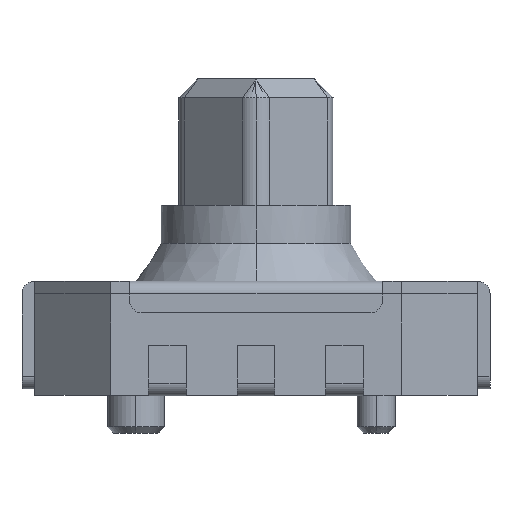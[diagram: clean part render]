
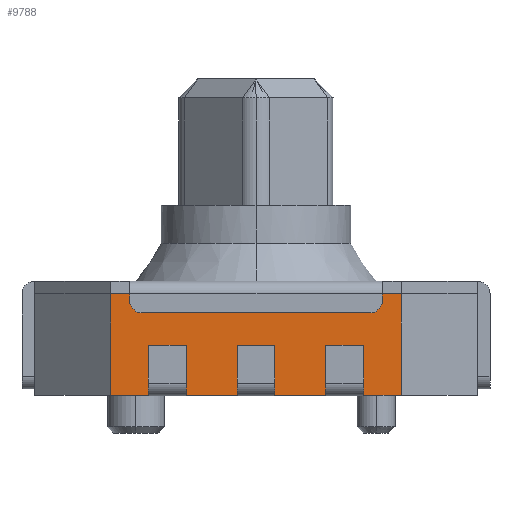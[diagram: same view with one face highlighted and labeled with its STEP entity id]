
A CAD part, left-side view. The second image highlights one B-rep face of the part: STEP entity #9788.
In plain terms, the highlighted planar face has unit normal (-1, 0, 0).
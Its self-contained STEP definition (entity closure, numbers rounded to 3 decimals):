
#204 = CARTESIAN_POINT ( 'NONE',  ( -3.5, 2.3, -1.6 ) ) ;
#260 = CARTESIAN_POINT ( 'NONE',  ( -3.5, -1.1, -1.6 ) ) ;
#393 = CARTESIAN_POINT ( 'NONE',  ( -3.5, 1.7, -0.81 ) ) ;
#395 = VERTEX_POINT ( 'NONE', #14791 ) ;
#446 = CARTESIAN_POINT ( 'NONE',  ( -3.5, -1.1, -0.81 ) ) ;
#654 = DIRECTION ( 'NONE',  ( 0., 0., -1. ) ) ;
#831 = DIRECTION ( 'NONE',  ( 0., 0., 1. ) ) ;
#853 = LINE ( 'NONE', #7037, #13044 ) ;
#1094 = CARTESIAN_POINT ( 'NONE',  ( -3.5, 1.1, -1.6 ) ) ;
#1547 = DIRECTION ( 'NONE',  ( 0., -1., 0. ) ) ;
#1572 = VERTEX_POINT ( 'NONE', #446 ) ;
#1640 = LINE ( 'NONE', #17144, #19211 ) ;
#1693 = ORIENTED_EDGE ( 'NONE', *, *, #16663, .T. ) ;
#1719 = CARTESIAN_POINT ( 'NONE',  ( -3.5, -1.1, -0.81 ) ) ;
#1841 = ORIENTED_EDGE ( 'NONE', *, *, #11075, .T. ) ;
#1993 = EDGE_LOOP ( 'NONE', ( #13170, #6443, #14925, #11992, #11220, #12803, #6095, #19403, #1693, #2683, #1841, #19982, #8467, #18011, #14072, #6711 ) ) ;
#2414 = VERTEX_POINT ( 'NONE', #4838 ) ;
#2645 = VECTOR ( 'NONE', #10340, 1000. ) ;
#2683 = ORIENTED_EDGE ( 'NONE', *, *, #19321, .T. ) ;
#3033 = EDGE_CURVE ( 'NONE', #4343, #20243, #10180, .T. ) ;
#3047 = CARTESIAN_POINT ( 'NONE',  ( -3.5, 0.3, -0.81 ) ) ;
#3740 = VERTEX_POINT ( 'NONE', #9606 ) ;
#3818 = VERTEX_POINT ( 'NONE', #7356 ) ;
#3969 = CARTESIAN_POINT ( 'NONE',  ( -3.5, -1.1, -1.6 ) ) ;
#4162 = VERTEX_POINT ( 'NONE', #12372 ) ;
#4343 = VERTEX_POINT ( 'NONE', #18556 ) ;
#4415 = LINE ( 'NONE', #7262, #2645 ) ;
#4633 = VECTOR ( 'NONE', #11362, 1000. ) ;
#4656 = VECTOR ( 'NONE', #9441, 1000. ) ;
#4728 = VECTOR ( 'NONE', #16743, 1000. ) ;
#4838 = CARTESIAN_POINT ( 'NONE',  ( -3.5, 1.1, -0.81 ) ) ;
#4857 = LINE ( 'NONE', #15835, #4656 ) ;
#5337 = LINE ( 'NONE', #17592, #16360 ) ;
#5738 = EDGE_CURVE ( 'NONE', #20243, #395, #7505, .T. ) ;
#5795 = DIRECTION ( 'NONE',  ( 0., -1., 0. ) ) ;
#6037 = DIRECTION ( 'NONE',  ( 0., -1., 0. ) ) ;
#6095 = ORIENTED_EDGE ( 'NONE', *, *, #7149, .F. ) ;
#6098 = CARTESIAN_POINT ( 'NONE',  ( -3.5, 2.3, -1.6 ) ) ;
#6223 = LINE ( 'NONE', #12481, #10825 ) ;
#6285 = CARTESIAN_POINT ( 'NONE',  ( -3.5, 0.3, -1.6 ) ) ;
#6443 = ORIENTED_EDGE ( 'NONE', *, *, #15457, .T. ) ;
#6484 = VECTOR ( 'NONE', #831, 1000. ) ;
#6504 = FACE_OUTER_BOUND ( 'NONE', #1993, .T. ) ;
#6572 = EDGE_CURVE ( 'NONE', #10106, #11916, #4857, .T. ) ;
#6711 = ORIENTED_EDGE ( 'NONE', *, *, #17789, .T. ) ;
#6863 = VERTEX_POINT ( 'NONE', #7890 ) ;
#7037 = CARTESIAN_POINT ( 'NONE',  ( -3.5, -1.7, -0.81 ) ) ;
#7149 = EDGE_CURVE ( 'NONE', #3740, #395, #4415, .T. ) ;
#7262 = CARTESIAN_POINT ( 'NONE',  ( -3.5, 2.3, 0. ) ) ;
#7315 = LINE ( 'NONE', #6098, #8749 ) ;
#7356 = CARTESIAN_POINT ( 'NONE',  ( -3.5, -0.3, -1.6 ) ) ;
#7450 = DIRECTION ( 'NONE',  ( 0., 0., -1. ) ) ;
#7505 = LINE ( 'NONE', #16946, #9438 ) ;
#7561 = CARTESIAN_POINT ( 'NONE',  ( -3.5, 0.3, -0.81 ) ) ;
#7591 = LINE ( 'NONE', #1719, #19594 ) ;
#7859 = VERTEX_POINT ( 'NONE', #260 ) ;
#7883 = CARTESIAN_POINT ( 'NONE',  ( -3.5, -2.3, -1.6 ) ) ;
#7890 = CARTESIAN_POINT ( 'NONE',  ( -3.5, 1.7, -1.6 ) ) ;
#7922 = DIRECTION ( 'NONE',  ( 0., 0., 1. ) ) ;
#7979 = VECTOR ( 'NONE', #6037, 1000. ) ;
#7992 = DIRECTION ( 'NONE',  ( 0., -1., 0. ) ) ;
#8223 = CARTESIAN_POINT ( 'NONE',  ( -3.5, -1.7, -0.81 ) ) ;
#8467 = ORIENTED_EDGE ( 'NONE', *, *, #18199, .T. ) ;
#8706 = EDGE_CURVE ( 'NONE', #16951, #4343, #853, .T. ) ;
#8749 = VECTOR ( 'NONE', #18559, 1000. ) ;
#9136 = LINE ( 'NONE', #15123, #4728 ) ;
#9248 = VECTOR ( 'NONE', #5795, 1000. ) ;
#9342 = DIRECTION ( 'NONE',  ( 0., 0., 1. ) ) ;
#9438 = VECTOR ( 'NONE', #12038, 1000. ) ;
#9441 = DIRECTION ( 'NONE',  ( 0., 0., 1. ) ) ;
#9606 = CARTESIAN_POINT ( 'NONE',  ( -3.5, 2.3, 0. ) ) ;
#9694 = DIRECTION ( 'NONE',  ( 0., -1., 0. ) ) ;
#9788 = ADVANCED_FACE ( 'NONE', ( #6504 ), #11127, .T. ) ;
#9920 = VECTOR ( 'NONE', #19767, 1000. ) ;
#9979 = LINE ( 'NONE', #3969, #6484 ) ;
#10106 = VERTEX_POINT ( 'NONE', #6285 ) ;
#10174 = VECTOR ( 'NONE', #7450, 1000. ) ;
#10180 = LINE ( 'NONE', #16628, #9248 ) ;
#10340 = DIRECTION ( 'NONE',  ( 0., -1., 0. ) ) ;
#10825 = VECTOR ( 'NONE', #1547, 1000. ) ;
#11075 = EDGE_CURVE ( 'NONE', #20166, #2414, #6223, .T. ) ;
#11127 = PLANE ( 'NONE',  #20234 ) ;
#11220 = ORIENTED_EDGE ( 'NONE', *, *, #3033, .T. ) ;
#11261 = VERTEX_POINT ( 'NONE', #11423 ) ;
#11266 = CARTESIAN_POINT ( 'NONE',  ( -3.5, 1.1, -0.81 ) ) ;
#11362 = DIRECTION ( 'NONE',  ( 0., 0., -1. ) ) ;
#11423 = CARTESIAN_POINT ( 'NONE',  ( -3.5, 2.3, -1.6 ) ) ;
#11916 = VERTEX_POINT ( 'NONE', #7561 ) ;
#11992 = ORIENTED_EDGE ( 'NONE', *, *, #8706, .T. ) ;
#12038 = DIRECTION ( 'NONE',  ( 0., 0., 1. ) ) ;
#12372 = CARTESIAN_POINT ( 'NONE',  ( -3.5, -0.3, -0.81 ) ) ;
#12481 = CARTESIAN_POINT ( 'NONE',  ( -3.5, 1.7, -0.81 ) ) ;
#12545 = VERTEX_POINT ( 'NONE', #1094 ) ;
#12803 = ORIENTED_EDGE ( 'NONE', *, *, #5738, .T. ) ;
#13044 = VECTOR ( 'NONE', #654, 1000. ) ;
#13170 = ORIENTED_EDGE ( 'NONE', *, *, #15590, .T. ) ;
#13332 = CARTESIAN_POINT ( 'NONE',  ( -3.5, -0.3, -0.81 ) ) ;
#13575 = LINE ( 'NONE', #16815, #9920 ) ;
#13837 = LINE ( 'NONE', #3047, #7979 ) ;
#14072 = ORIENTED_EDGE ( 'NONE', *, *, #18645, .T. ) ;
#14791 = CARTESIAN_POINT ( 'NONE',  ( -3.5, -2.3, 0. ) ) ;
#14925 = ORIENTED_EDGE ( 'NONE', *, *, #16218, .T. ) ;
#15123 = CARTESIAN_POINT ( 'NONE',  ( -3.5, 1.7, -1.6 ) ) ;
#15457 = EDGE_CURVE ( 'NONE', #7859, #1572, #9979, .T. ) ;
#15590 = EDGE_CURVE ( 'NONE', #3818, #7859, #7315, .T. ) ;
#15740 = DIRECTION ( 'NONE',  ( -1., 0., 0. ) ) ;
#15801 = EDGE_CURVE ( 'NONE', #11261, #3740, #1640, .T. ) ;
#15835 = CARTESIAN_POINT ( 'NONE',  ( -3.5, 0.3, -1.6 ) ) ;
#16087 = LINE ( 'NONE', #11266, #4633 ) ;
#16218 = EDGE_CURVE ( 'NONE', #1572, #16951, #7591, .T. ) ;
#16360 = VECTOR ( 'NONE', #9694, 1000. ) ;
#16628 = CARTESIAN_POINT ( 'NONE',  ( -3.5, 2.3, -1.6 ) ) ;
#16663 = EDGE_CURVE ( 'NONE', #11261, #6863, #5337, .T. ) ;
#16743 = DIRECTION ( 'NONE',  ( 0., 0., 1. ) ) ;
#16786 = LINE ( 'NONE', #13332, #10174 ) ;
#16815 = CARTESIAN_POINT ( 'NONE',  ( -3.5, 2.3, -1.6 ) ) ;
#16946 = CARTESIAN_POINT ( 'NONE',  ( -3.5, -2.3, -1.6 ) ) ;
#16951 = VERTEX_POINT ( 'NONE', #8223 ) ;
#17144 = CARTESIAN_POINT ( 'NONE',  ( -3.5, 2.3, -1.6 ) ) ;
#17592 = CARTESIAN_POINT ( 'NONE',  ( -3.5, 2.3, -1.6 ) ) ;
#17693 = EDGE_CURVE ( 'NONE', #2414, #12545, #16087, .T. ) ;
#17789 = EDGE_CURVE ( 'NONE', #4162, #3818, #16786, .T. ) ;
#18011 = ORIENTED_EDGE ( 'NONE', *, *, #6572, .T. ) ;
#18199 = EDGE_CURVE ( 'NONE', #12545, #10106, #13575, .T. ) ;
#18556 = CARTESIAN_POINT ( 'NONE',  ( -3.5, -1.7, -1.6 ) ) ;
#18559 = DIRECTION ( 'NONE',  ( 0., -1., 0. ) ) ;
#18645 = EDGE_CURVE ( 'NONE', #11916, #4162, #13837, .T. ) ;
#19211 = VECTOR ( 'NONE', #9342, 1000. ) ;
#19321 = EDGE_CURVE ( 'NONE', #6863, #20166, #9136, .T. ) ;
#19403 = ORIENTED_EDGE ( 'NONE', *, *, #15801, .F. ) ;
#19594 = VECTOR ( 'NONE', #7992, 1000. ) ;
#19767 = DIRECTION ( 'NONE',  ( 0., -1., 0. ) ) ;
#19982 = ORIENTED_EDGE ( 'NONE', *, *, #17693, .T. ) ;
#20166 = VERTEX_POINT ( 'NONE', #393 ) ;
#20234 = AXIS2_PLACEMENT_3D ( 'NONE', #204, #15740, #7922 ) ;
#20243 = VERTEX_POINT ( 'NONE', #7883 ) ;
